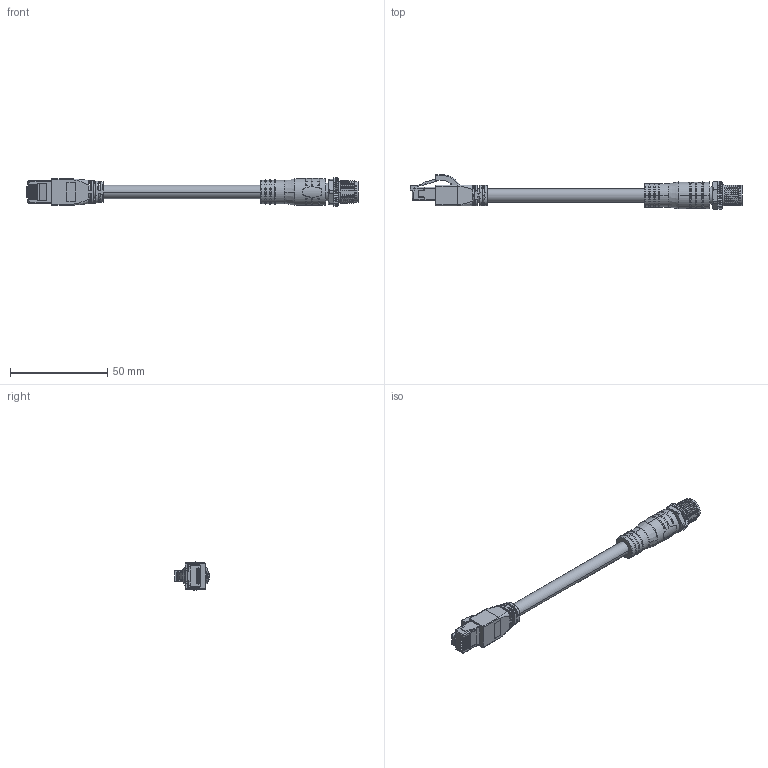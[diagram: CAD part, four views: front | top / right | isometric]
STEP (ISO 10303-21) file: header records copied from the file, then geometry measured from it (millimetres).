
FILE_DESCRIPTION((''),'2;1');
FILE_NAME('243993_SM01_ASM','2025-09-17T08:26:52',('banengservice'),('BANNER ENGINEERING'),'CREO PARAMETRIC BY PTC INC, 2022414','CREO PARAMETRIC BY PTC INC, 2022414','');
FILE_SCHEMA(('CONFIG_CONTROL_DESIGN'));
Products named in the file (2): 243993_EP01; 243993_SM01_ASM
Assembly tree (1 placements, depth 2):
  243993_SM01_ASM
    243993_EP01
Bounding box: 170.81 x 18 x 14.48 mm (x, y, z)
Volume: 13175.9 mm3; surface area: 8587.1 mm2
Topology: 3 solids, 8 shells, 1646 faces, 4470 edges, 2801 vertices
Faces by surface type: plane 680, cylinder 492, bspline 203, cone 108, torus 86, extrusion 50, sphere 27
Entity records: 68928 total; most frequent: CARTESIAN_POINT 29400, ORIENTED_EDGE 8864, DIRECTION 7368, EDGE_CURVE 4432, VERTEX_POINT 2801, AXIS2_PLACEMENT_3D 2535, VECTOR 2298, LINE 2248
